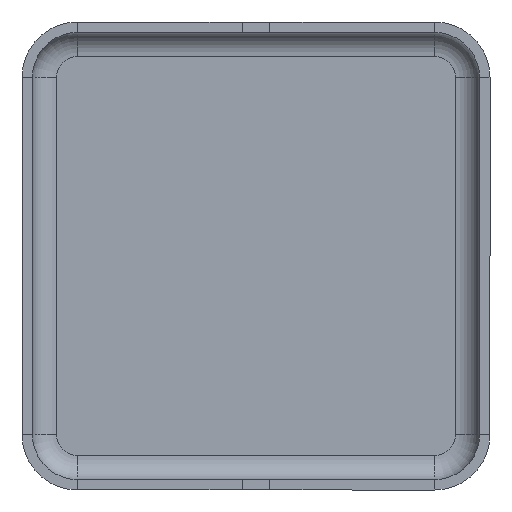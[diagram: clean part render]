
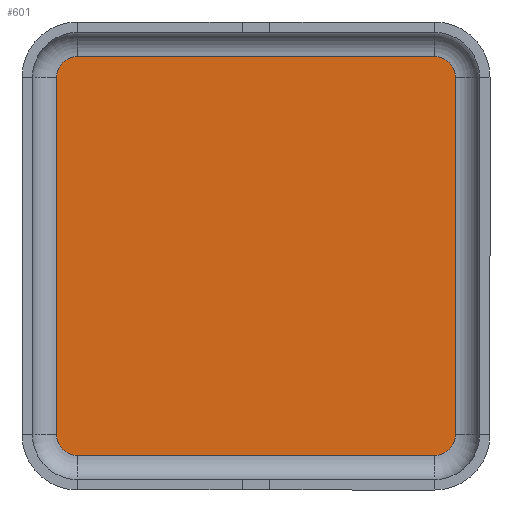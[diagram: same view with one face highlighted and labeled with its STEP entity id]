
A CAD part, front view. The second image highlights one B-rep face of the part: STEP entity #601.
In plain terms, the highlighted planar face has unit normal (0, -1, 0).
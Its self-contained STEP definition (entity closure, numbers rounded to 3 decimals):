
#9 = EDGE_CURVE ( 'NONE', #488, #209, #1234, .T. ) ;
#13 = VERTEX_POINT ( 'NONE', #252 ) ;
#43 = ORIENTED_EDGE ( 'NONE', *, *, #1407, .F. ) ;
#52 = CARTESIAN_POINT ( 'NONE',  ( 5.75, -0.3, 5.15 ) ) ;
#82 = ORIENTED_EDGE ( 'NONE', *, *, #1236, .F. ) ;
#89 = LINE ( 'NONE', #1316, #817 ) ;
#97 = EDGE_CURVE ( 'NONE', #13, #488, #1007, .T. ) ;
#118 = VERTEX_POINT ( 'NONE', #597 ) ;
#140 = DIRECTION ( 'NONE',  ( 0., 1., 0. ) ) ;
#146 = LINE ( 'NONE', #1163, #1219 ) ;
#163 = CARTESIAN_POINT ( 'NONE',  ( 5.75, -0.3, -5.15 ) ) ;
#172 = CARTESIAN_POINT ( 'NONE',  ( 5.15, -0.3, 5.75 ) ) ;
#180 = DIRECTION ( 'NONE',  ( 0., 1., 0. ) ) ;
#204 = PLANE ( 'NONE',  #871 ) ;
#209 = VERTEX_POINT ( 'NONE', #172 ) ;
#216 = VERTEX_POINT ( 'NONE', #510 ) ;
#223 = DIRECTION ( 'NONE',  ( 0., 0., -1. ) ) ;
#252 = CARTESIAN_POINT ( 'NONE',  ( -5.75, -0.3, 5.15 ) ) ;
#257 = CARTESIAN_POINT ( 'NONE',  ( -5.15, -0.3, 5.15 ) ) ;
#288 = EDGE_CURVE ( 'NONE', #599, #13, #146, .T. ) ;
#373 = DIRECTION ( 'NONE',  ( 0., 1., 0. ) ) ;
#400 = DIRECTION ( 'NONE',  ( 0., 0., 1. ) ) ;
#473 = DIRECTION ( 'NONE',  ( 0., 0., 1. ) ) ;
#488 = VERTEX_POINT ( 'NONE', #1324 ) ;
#501 = CARTESIAN_POINT ( 'NONE',  ( -5.15, -0.3, -5.15 ) ) ;
#508 = DIRECTION ( 'NONE',  ( 0., 0., 1. ) ) ;
#510 = CARTESIAN_POINT ( 'NONE',  ( -5.15, -0.3, -5.75 ) ) ;
#527 = ORIENTED_EDGE ( 'NONE', *, *, #993, .F. ) ;
#546 = DIRECTION ( 'NONE',  ( -1., 0., 0. ) ) ;
#556 = CARTESIAN_POINT ( 'NONE',  ( -5.75, -0.3, -5.15 ) ) ;
#587 = DIRECTION ( 'NONE',  ( 0., 0., 1. ) ) ;
#597 = CARTESIAN_POINT ( 'NONE',  ( 5.15, -0.3, -5.75 ) ) ;
#599 = VERTEX_POINT ( 'NONE', #556 ) ;
#601 = ADVANCED_FACE ( 'NONE', ( #1346 ), #204, .T. ) ;
#608 = VECTOR ( 'NONE', #1125, 1000. ) ;
#610 = DIRECTION ( 'NONE',  ( 0., 0., -1. ) ) ;
#620 = ORIENTED_EDGE ( 'NONE', *, *, #926, .F. ) ;
#714 = AXIS2_PLACEMENT_3D ( 'NONE', #501, #180, #400 ) ;
#757 = DIRECTION ( 'NONE',  ( 0., -1., 0. ) ) ;
#817 = VECTOR ( 'NONE', #546, 1000. ) ;
#823 = DIRECTION ( 'NONE',  ( 0., 0., 1. ) ) ;
#828 = DIRECTION ( 'NONE',  ( 0., 1., 0. ) ) ;
#871 = AXIS2_PLACEMENT_3D ( 'NONE', #1422, #757, #223 ) ;
#872 = CARTESIAN_POINT ( 'NONE',  ( 5.75, -0.3, 5.15 ) ) ;
#889 = VERTEX_POINT ( 'NONE', #872 ) ;
#918 = AXIS2_PLACEMENT_3D ( 'NONE', #1170, #828, #823 ) ;
#926 = EDGE_CURVE ( 'NONE', #889, #1003, #1123, .T. ) ;
#959 = AXIS2_PLACEMENT_3D ( 'NONE', #1356, #373, #473 ) ;
#986 = EDGE_CURVE ( 'NONE', #216, #599, #1404, .T. ) ;
#993 = EDGE_CURVE ( 'NONE', #209, #889, #1350, .T. ) ;
#1003 = VERTEX_POINT ( 'NONE', #163 ) ;
#1007 = CIRCLE ( 'NONE', #1134, 0.6 ) ;
#1123 = LINE ( 'NONE', #52, #1183 ) ;
#1125 = DIRECTION ( 'NONE',  ( 1., 0., 0. ) ) ;
#1134 = AXIS2_PLACEMENT_3D ( 'NONE', #257, #140, #587 ) ;
#1144 = ORIENTED_EDGE ( 'NONE', *, *, #9, .F. ) ;
#1160 = ORIENTED_EDGE ( 'NONE', *, *, #97, .F. ) ;
#1163 = CARTESIAN_POINT ( 'NONE',  ( -5.75, -0.3, -5.15 ) ) ;
#1170 = CARTESIAN_POINT ( 'NONE',  ( 5.15, -0.3, 5.15 ) ) ;
#1183 = VECTOR ( 'NONE', #610, 1000. ) ;
#1207 = CIRCLE ( 'NONE', #959, 0.6 ) ;
#1216 = ORIENTED_EDGE ( 'NONE', *, *, #288, .F. ) ;
#1219 = VECTOR ( 'NONE', #508, 1000. ) ;
#1234 = LINE ( 'NONE', #1342, #608 ) ;
#1236 = EDGE_CURVE ( 'NONE', #1003, #118, #1207, .T. ) ;
#1316 = CARTESIAN_POINT ( 'NONE',  ( 5.15, -0.3, -5.75 ) ) ;
#1317 = ORIENTED_EDGE ( 'NONE', *, *, #986, .F. ) ;
#1324 = CARTESIAN_POINT ( 'NONE',  ( -5.15, -0.3, 5.75 ) ) ;
#1342 = CARTESIAN_POINT ( 'NONE',  ( -5.15, -0.3, 5.75 ) ) ;
#1346 = FACE_OUTER_BOUND ( 'NONE', #1370, .T. ) ;
#1350 = CIRCLE ( 'NONE', #918, 0.6 ) ;
#1356 = CARTESIAN_POINT ( 'NONE',  ( 5.15, -0.3, -5.15 ) ) ;
#1370 = EDGE_LOOP ( 'NONE', ( #527, #1144, #1160, #1216, #1317, #43, #82, #620 ) ) ;
#1404 = CIRCLE ( 'NONE', #714, 0.6 ) ;
#1407 = EDGE_CURVE ( 'NONE', #118, #216, #89, .T. ) ;
#1422 = CARTESIAN_POINT ( 'NONE',  ( 5.15, -0.3, 5.15 ) ) ;
